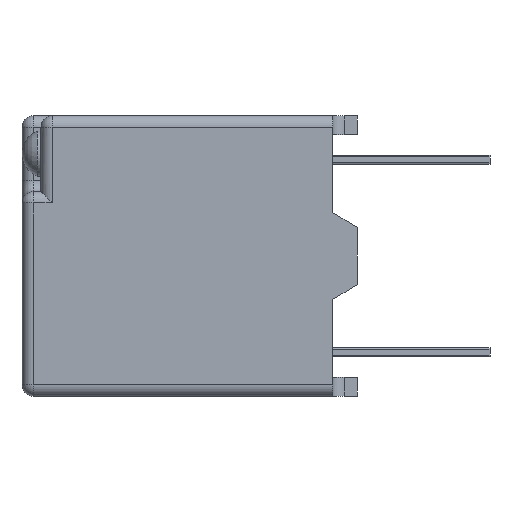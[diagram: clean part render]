
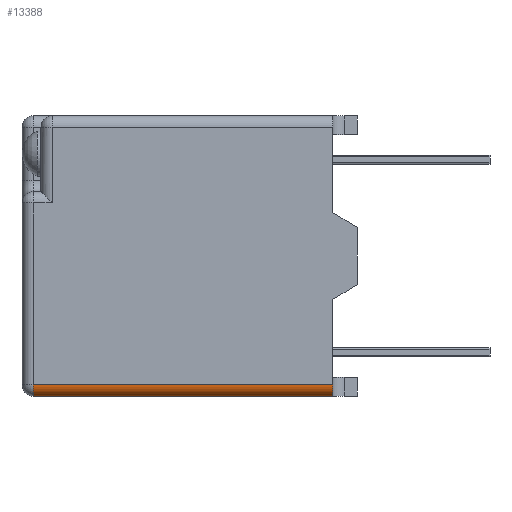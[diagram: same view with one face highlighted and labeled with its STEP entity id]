
A CAD part, left-side view. The second image highlights one B-rep face of the part: STEP entity #13388.
In plain terms, the highlighted cylindrical face has radius 0.3 mm (diameter 0.6 mm), a partial arc.
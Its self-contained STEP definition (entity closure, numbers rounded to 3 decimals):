
#6077 = PLANE('',#6078);
#6078 = AXIS2_PLACEMENT_3D('',#6079,#6080,#6081);
#6079 = CARTESIAN_POINT('',(0.,0.,0.));
#6080 = DIRECTION('',(0.,1.,0.));
#6081 = DIRECTION('',(0.,-0.,1.));
#7985 = PLANE('',#7986);
#7986 = AXIS2_PLACEMENT_3D('',#7987,#7988,#7989);
#7987 = CARTESIAN_POINT('',(-7.5,8.2,-3.7));
#7988 = DIRECTION('',(0.,0.,1.));
#7989 = DIRECTION('',(1.,0.,-0.));
#8382 = PLANE('',#8383);
#8383 = AXIS2_PLACEMENT_3D('',#8384,#8385,#8386);
#8384 = CARTESIAN_POINT('',(-7.5,8.2,-3.7));
#8385 = DIRECTION('',(1.,0.,0.));
#8386 = DIRECTION('',(0.,0.,-1.));
#8479 = VERTEX_POINT('',#8480);
#8480 = CARTESIAN_POINT('',(-7.5,0.,-3.4));
#8501 = EDGE_CURVE('',#8479,#8502,#8504,.T.);
#8502 = VERTEX_POINT('',#8503);
#8503 = CARTESIAN_POINT('',(-7.2,0.,-3.7));
#8504 = SURFACE_CURVE('',#8505,(#8510,#8521),.PCURVE_S1.);
#8505 = CIRCLE('',#8506,0.3);
#8506 = AXIS2_PLACEMENT_3D('',#8507,#8508,#8509);
#8507 = CARTESIAN_POINT('',(-7.2,0.,-3.4));
#8508 = DIRECTION('',(0.,-1.,0.));
#8509 = DIRECTION('',(0.,0.,1.));
#8510 = PCURVE('',#6077,#8511);
#8511 = DEFINITIONAL_REPRESENTATION('',(#8512),#8520);
#8512 = ( BOUNDED_CURVE() B_SPLINE_CURVE(2,(#8513,#8514,#8515,#8516,
#8517,#8518,#8519),.UNSPECIFIED.,.T.,.F.) B_SPLINE_CURVE_WITH_KNOTS((1,2
    ,2,2,2,1),(-2.094,0.,2.094,4.189,
6.283,8.378),.UNSPECIFIED.) CURVE() 
GEOMETRIC_REPRESENTATION_ITEM() RATIONAL_B_SPLINE_CURVE((1.,0.5,1.,0.5,
1.,0.5,1.)) REPRESENTATION_ITEM('') );
#8513 = CARTESIAN_POINT('',(-3.1,-7.2));
#8514 = CARTESIAN_POINT('',(-3.1,-7.72));
#8515 = CARTESIAN_POINT('',(-3.55,-7.46));
#8516 = CARTESIAN_POINT('',(-4.,-7.2));
#8517 = CARTESIAN_POINT('',(-3.55,-6.94));
#8518 = CARTESIAN_POINT('',(-3.1,-6.68));
#8519 = CARTESIAN_POINT('',(-3.1,-7.2));
#8520 = ( GEOMETRIC_REPRESENTATION_CONTEXT(2) 
PARAMETRIC_REPRESENTATION_CONTEXT() REPRESENTATION_CONTEXT('2D SPACE',''
  ) );
#8521 = PCURVE('',#8522,#8527);
#8522 = CYLINDRICAL_SURFACE('',#8523,0.3);
#8523 = AXIS2_PLACEMENT_3D('',#8524,#8525,#8526);
#8524 = CARTESIAN_POINT('',(-7.2,8.2,-3.4));
#8525 = DIRECTION('',(0.,-1.,0.));
#8526 = DIRECTION('',(0.,0.,-1.));
#8527 = DEFINITIONAL_REPRESENTATION('',(#8528),#8532);
#8528 = LINE('',#8529,#8530);
#8529 = CARTESIAN_POINT('',(3.142,8.2));
#8530 = VECTOR('',#8531,1.);
#8531 = DIRECTION('',(1.,0.));
#8532 = ( GEOMETRIC_REPRESENTATION_CONTEXT(2) 
PARAMETRIC_REPRESENTATION_CONTEXT() REPRESENTATION_CONTEXT('2D SPACE',''
  ) );
#8662 = VERTEX_POINT('',#8663);
#8663 = CARTESIAN_POINT('',(-7.5,7.9,-3.4));
#8684 = EDGE_CURVE('',#8662,#8479,#8685,.T.);
#8685 = SURFACE_CURVE('',#8686,(#8690,#8697),.PCURVE_S1.);
#8686 = LINE('',#8687,#8688);
#8687 = CARTESIAN_POINT('',(-7.5,8.2,-3.4));
#8688 = VECTOR('',#8689,1.);
#8689 = DIRECTION('',(0.,-1.,0.));
#8690 = PCURVE('',#8382,#8691);
#8691 = DEFINITIONAL_REPRESENTATION('',(#8692),#8696);
#8692 = LINE('',#8693,#8694);
#8693 = CARTESIAN_POINT('',(-0.3,0.));
#8694 = VECTOR('',#8695,1.);
#8695 = DIRECTION('',(-0.,-1.));
#8696 = ( GEOMETRIC_REPRESENTATION_CONTEXT(2) 
PARAMETRIC_REPRESENTATION_CONTEXT() REPRESENTATION_CONTEXT('2D SPACE',''
  ) );
#8697 = PCURVE('',#8522,#8698);
#8698 = DEFINITIONAL_REPRESENTATION('',(#8699),#8703);
#8699 = LINE('',#8700,#8701);
#8700 = CARTESIAN_POINT('',(4.712,0.));
#8701 = VECTOR('',#8702,1.);
#8702 = DIRECTION('',(0.,1.));
#8703 = ( GEOMETRIC_REPRESENTATION_CONTEXT(2) 
PARAMETRIC_REPRESENTATION_CONTEXT() REPRESENTATION_CONTEXT('2D SPACE',''
  ) );
#9179 = VERTEX_POINT('',#9180);
#9180 = CARTESIAN_POINT('',(-7.2,7.9,-3.7));
#9356 = EDGE_CURVE('',#8502,#9179,#9357,.T.);
#9357 = SURFACE_CURVE('',#9358,(#9362,#9369),.PCURVE_S1.);
#9358 = LINE('',#9359,#9360);
#9359 = CARTESIAN_POINT('',(-7.2,8.2,-3.7));
#9360 = VECTOR('',#9361,1.);
#9361 = DIRECTION('',(-0.,1.,-0.));
#9362 = PCURVE('',#7985,#9363);
#9363 = DEFINITIONAL_REPRESENTATION('',(#9364),#9368);
#9364 = LINE('',#9365,#9366);
#9365 = CARTESIAN_POINT('',(0.3,0.));
#9366 = VECTOR('',#9367,1.);
#9367 = DIRECTION('',(0.,1.));
#9368 = ( GEOMETRIC_REPRESENTATION_CONTEXT(2) 
PARAMETRIC_REPRESENTATION_CONTEXT() REPRESENTATION_CONTEXT('2D SPACE',''
  ) );
#9369 = PCURVE('',#8522,#9370);
#9370 = DEFINITIONAL_REPRESENTATION('',(#9371),#9375);
#9371 = LINE('',#9372,#9373);
#9372 = CARTESIAN_POINT('',(6.283,0.));
#9373 = VECTOR('',#9374,1.);
#9374 = DIRECTION('',(0.,-1.));
#9375 = ( GEOMETRIC_REPRESENTATION_CONTEXT(2) 
PARAMETRIC_REPRESENTATION_CONTEXT() REPRESENTATION_CONTEXT('2D SPACE',''
  ) );
#13388 = ADVANCED_FACE('',(#13389),#8522,.T.);
#13389 = FACE_BOUND('',#13390,.T.);
#13390 = EDGE_LOOP('',(#13391,#13392,#13393,#13420));
#13391 = ORIENTED_EDGE('',*,*,#8501,.F.);
#13392 = ORIENTED_EDGE('',*,*,#8684,.F.);
#13393 = ORIENTED_EDGE('',*,*,#13394,.F.);
#13394 = EDGE_CURVE('',#9179,#8662,#13395,.T.);
#13395 = SURFACE_CURVE('',#13396,(#13401,#13408),.PCURVE_S1.);
#13396 = CIRCLE('',#13397,0.3);
#13397 = AXIS2_PLACEMENT_3D('',#13398,#13399,#13400);
#13398 = CARTESIAN_POINT('',(-7.2,7.9,-3.4));
#13399 = DIRECTION('',(0.,1.,0.));
#13400 = DIRECTION('',(0.,-0.,1.));
#13401 = PCURVE('',#8522,#13402);
#13402 = DEFINITIONAL_REPRESENTATION('',(#13403),#13407);
#13403 = LINE('',#13404,#13405);
#13404 = CARTESIAN_POINT('',(9.425,0.3));
#13405 = VECTOR('',#13406,1.);
#13406 = DIRECTION('',(-1.,0.));
#13407 = ( GEOMETRIC_REPRESENTATION_CONTEXT(2) 
PARAMETRIC_REPRESENTATION_CONTEXT() REPRESENTATION_CONTEXT('2D SPACE',''
  ) );
#13408 = PCURVE('',#13409,#13414);
#13409 = SPHERICAL_SURFACE('',#13410,0.3);
#13410 = AXIS2_PLACEMENT_3D('',#13411,#13412,#13413);
#13411 = CARTESIAN_POINT('',(-7.2,7.9,-3.4));
#13412 = DIRECTION('',(0.,1.,0.));
#13413 = DIRECTION('',(1.,0.,0.));
#13414 = DEFINITIONAL_REPRESENTATION('',(#13415),#13419);
#13415 = LINE('',#13416,#13417);
#13416 = CARTESIAN_POINT('',(-1.571,0.));
#13417 = VECTOR('',#13418,1.);
#13418 = DIRECTION('',(1.,0.));
#13419 = ( GEOMETRIC_REPRESENTATION_CONTEXT(2) 
PARAMETRIC_REPRESENTATION_CONTEXT() REPRESENTATION_CONTEXT('2D SPACE',''
  ) );
#13420 = ORIENTED_EDGE('',*,*,#9356,.F.);
